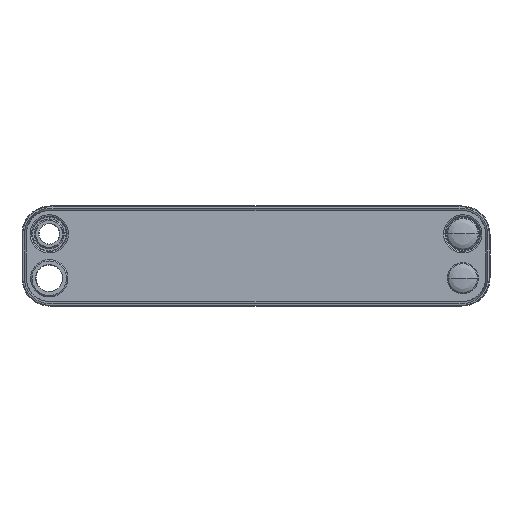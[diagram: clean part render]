
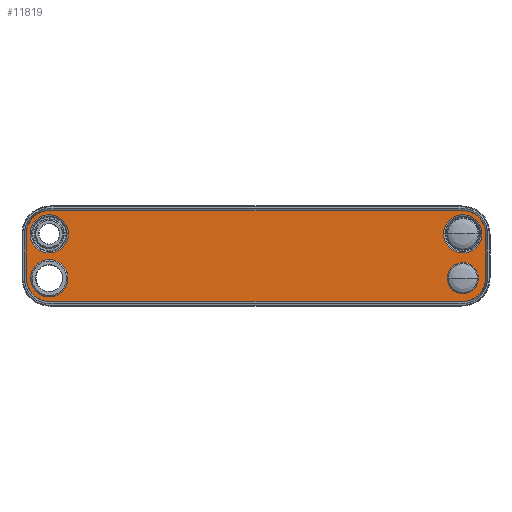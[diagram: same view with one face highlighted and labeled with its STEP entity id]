
A CAD part, front view. The second image highlights one B-rep face of the part: STEP entity #11819.
In plain terms, the highlighted planar face has unit normal (0, -1, 0).
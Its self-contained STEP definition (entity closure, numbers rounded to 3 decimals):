
#9922=CARTESIAN_POINT('',(-25.,-2.,-233.));
#9923=DIRECTION('',(0.,-1.,0.));
#9924=DIRECTION('',(0.,0.,-1.));
#9925=AXIS2_PLACEMENT_3D('',#9922,#9923,#9924);
#9927=CARTESIAN_POINT('',(-25.,-2.,-233.));
#9928=DIRECTION('',(0.,-1.,0.));
#9929=DIRECTION('',(0.,0.,1.));
#9930=AXIS2_PLACEMENT_3D('',#9927,#9928,#9929);
#9932=CARTESIAN_POINT('',(-25.,-2.,233.));
#9933=DIRECTION('',(0.,-1.,0.));
#9934=DIRECTION('',(0.,0.,1.));
#9935=AXIS2_PLACEMENT_3D('',#9932,#9933,#9934);
#9937=CARTESIAN_POINT('',(-25.,-2.,233.));
#9938=DIRECTION('',(0.,-1.,0.));
#9939=DIRECTION('',(0.,0.,-1.));
#9940=AXIS2_PLACEMENT_3D('',#9937,#9938,#9939);
#9942=CARTESIAN_POINT('',(-25.095,-2.,-232.48));
#9943=DIRECTION('',(0.,1.,0.));
#9944=DIRECTION('',(0.,0.,-1.));
#9945=AXIS2_PLACEMENT_3D('',#9942,#9943,#9944);
#9947=DIRECTION('',(0.,0.,1.));
#9948=VECTOR('',#9947,464.96);
#9949=CARTESIAN_POINT('',(-51.248,-2.,-232.48));
#9950=LINE('',#9949,#9948);
#9951=CARTESIAN_POINT('',(-25.095,-2.,232.48));
#9952=DIRECTION('',(0.,1.,0.));
#9953=DIRECTION('',(-1.,0.,0.));
#9954=AXIS2_PLACEMENT_3D('',#9951,#9952,#9953);
#9956=DIRECTION('',(1.,0.,0.));
#9957=VECTOR('',#9956,50.19);
#9958=CARTESIAN_POINT('',(-25.095,-2.,258.633));
#9959=LINE('',#9958,#9957);
#9960=CARTESIAN_POINT('',(25.095,-2.,232.48));
#9961=DIRECTION('',(0.,1.,0.));
#9962=DIRECTION('',(0.,0.,1.));
#9963=AXIS2_PLACEMENT_3D('',#9960,#9961,#9962);
#9965=DIRECTION('',(0.,0.,-1.));
#9966=VECTOR('',#9965,464.96);
#9967=CARTESIAN_POINT('',(51.248,-2.,232.48));
#9968=LINE('',#9967,#9966);
#9969=CARTESIAN_POINT('',(25.095,-2.,-232.48));
#9970=DIRECTION('',(0.,1.,0.));
#9971=DIRECTION('',(1.,0.,0.));
#9972=AXIS2_PLACEMENT_3D('',#9969,#9970,#9971);
#9974=DIRECTION('',(-1.,0.,0.));
#9975=VECTOR('',#9974,50.19);
#9976=CARTESIAN_POINT('',(25.095,-2.,-258.633));
#9977=LINE('',#9976,#9975);
#9978=CARTESIAN_POINT('',(25.,-2.,233.));
#9979=DIRECTION('',(0.,-1.,0.));
#9980=DIRECTION('',(0.,0.,1.));
#9981=AXIS2_PLACEMENT_3D('',#9978,#9979,#9980);
#9983=CARTESIAN_POINT('',(25.,-2.,233.));
#9984=DIRECTION('',(0.,-1.,0.));
#9985=DIRECTION('',(0.,0.,-1.));
#9986=AXIS2_PLACEMENT_3D('',#9983,#9984,#9985);
#9988=CARTESIAN_POINT('',(25.,-2.,-233.));
#9989=DIRECTION('',(0.,-1.,0.));
#9990=DIRECTION('',(1.,0.,0.));
#9991=AXIS2_PLACEMENT_3D('',#9988,#9989,#9990);
#9993=CARTESIAN_POINT('',(25.,-2.,-233.));
#9994=DIRECTION('',(0.,-1.,0.));
#9995=DIRECTION('',(-1.,0.,0.));
#9996=AXIS2_PLACEMENT_3D('',#9993,#9994,#9995);
#10519=CARTESIAN_POINT('',(-25.095,-2.,-258.633));
#10521=VERTEX_POINT('',#10519);
#10531=CARTESIAN_POINT('',(-51.248,-2.,-232.48));
#10533=VERTEX_POINT('',#10531);
#10539=CARTESIAN_POINT('',(-51.248,-2.,232.48));
#10541=VERTEX_POINT('',#10539);
#10547=CARTESIAN_POINT('',(-25.095,-2.,258.633));
#10549=VERTEX_POINT('',#10547);
#10559=CARTESIAN_POINT('',(25.095,-2.,258.633));
#10561=VERTEX_POINT('',#10559);
#10571=CARTESIAN_POINT('',(51.248,-2.,232.48));
#10573=VERTEX_POINT('',#10571);
#10579=CARTESIAN_POINT('',(51.248,-2.,-232.48));
#10581=VERTEX_POINT('',#10579);
#10587=CARTESIAN_POINT('',(25.095,-2.,-258.633));
#10589=VERTEX_POINT('',#10587);
#10599=CARTESIAN_POINT('',(41.05,-2.,-233.));
#10601=VERTEX_POINT('',#10599);
#10603=CARTESIAN_POINT('',(8.95,-2.,-233.));
#10605=VERTEX_POINT('',#10603);
#10636=CARTESIAN_POINT('',(25.,-2.,250.586));
#10637=VERTEX_POINT('',#10636);
#10638=CARTESIAN_POINT('',(25.,-2.,215.414));
#10639=VERTEX_POINT('',#10638);
#10667=CARTESIAN_POINT('',(-25.,-2.,254.544));
#10668=VERTEX_POINT('',#10667);
#10696=CARTESIAN_POINT('',(-25.,-2.,211.456));
#10697=VERTEX_POINT('',#10696);
#10710=CARTESIAN_POINT('',(-25.,-2.,-254.544));
#10711=VERTEX_POINT('',#10710);
#10726=CARTESIAN_POINT('',(-25.,-2.,-211.456));
#10727=VERTEX_POINT('',#10726);
#11782=CARTESIAN_POINT('',(-25.095,-2.,-232.48));
#11783=DIRECTION('',(0.,1.,0.));
#11784=DIRECTION('',(0.,0.,1.));
#11785=AXIS2_PLACEMENT_3D('',#11782,#11783,#11784);
#11786=PLANE('',#11785);
#11787=ORIENTED_EDGE('',*,*,#10809,.T.);
#11788=ORIENTED_EDGE('',*,*,#10913,.T.);
#11789=ORIENTED_EDGE('',*,*,#10899,.T.);
#11790=ORIENTED_EDGE('',*,*,#10884,.T.);
#11791=ORIENTED_EDGE('',*,*,#10869,.T.);
#11792=ORIENTED_EDGE('',*,*,#10854,.T.);
#11793=ORIENTED_EDGE('',*,*,#10839,.T.);
#11794=ORIENTED_EDGE('',*,*,#10824,.T.);
#11795=EDGE_LOOP('',(#11787,#11788,#11789,#11790,#11791,#11792,#11793,#11794));
#11796=FACE_OUTER_BOUND('',#11795,.F.);
#11798=ORIENTED_EDGE('',*,*,#11797,.T.);
#11800=ORIENTED_EDGE('',*,*,#11799,.T.);
#11801=EDGE_LOOP('',(#11798,#11800));
#11802=FACE_BOUND('',#11801,.F.);
#11803=ORIENTED_EDGE('',*,*,#11777,.T.);
#11804=ORIENTED_EDGE('',*,*,#11764,.T.);
#11805=EDGE_LOOP('',(#11803,#11804));
#11806=FACE_BOUND('',#11805,.F.);
#11808=ORIENTED_EDGE('',*,*,#11807,.T.);
#11810=ORIENTED_EDGE('',*,*,#11809,.T.);
#11811=EDGE_LOOP('',(#11808,#11810));
#11812=FACE_BOUND('',#11811,.F.);
#11814=ORIENTED_EDGE('',*,*,#11813,.T.);
#11816=ORIENTED_EDGE('',*,*,#11815,.T.);
#11817=EDGE_LOOP('',(#11814,#11816));
#11818=FACE_BOUND('',#11817,.F.);
#11819=ADVANCED_FACE('',(#11796,#11802,#11806,#11812,#11818),#11786,.F.);
#9926=CIRCLE('',#9925,21.544);
#9931=CIRCLE('',#9930,21.544);
#9936=CIRCLE('',#9935,21.544);
#9941=CIRCLE('',#9940,21.544);
#9946=CIRCLE('',#9945,26.153);
#9955=CIRCLE('',#9954,26.153);
#9964=CIRCLE('',#9963,26.153);
#9973=CIRCLE('',#9972,26.153);
#9982=CIRCLE('',#9981,17.586);
#9987=CIRCLE('',#9986,17.586);
#9992=CIRCLE('',#9991,16.05);
#9997=CIRCLE('',#9996,16.05);
#10809=EDGE_CURVE('',#10521,#10533,#9946,.T.);
#10824=EDGE_CURVE('',#10589,#10521,#9977,.T.);
#10839=EDGE_CURVE('',#10581,#10589,#9973,.T.);
#10854=EDGE_CURVE('',#10573,#10581,#9968,.T.);
#10869=EDGE_CURVE('',#10561,#10573,#9964,.T.);
#10884=EDGE_CURVE('',#10549,#10561,#9959,.T.);
#10899=EDGE_CURVE('',#10541,#10549,#9955,.T.);
#10913=EDGE_CURVE('',#10533,#10541,#9950,.T.);
#11764=EDGE_CURVE('',#10727,#10711,#9931,.T.);
#11777=EDGE_CURVE('',#10711,#10727,#9926,.T.);
#11797=EDGE_CURVE('',#10668,#10697,#9936,.T.);
#11799=EDGE_CURVE('',#10697,#10668,#9941,.T.);
#11807=EDGE_CURVE('',#10637,#10639,#9982,.T.);
#11809=EDGE_CURVE('',#10639,#10637,#9987,.T.);
#11813=EDGE_CURVE('',#10601,#10605,#9992,.T.);
#11815=EDGE_CURVE('',#10605,#10601,#9997,.T.);
